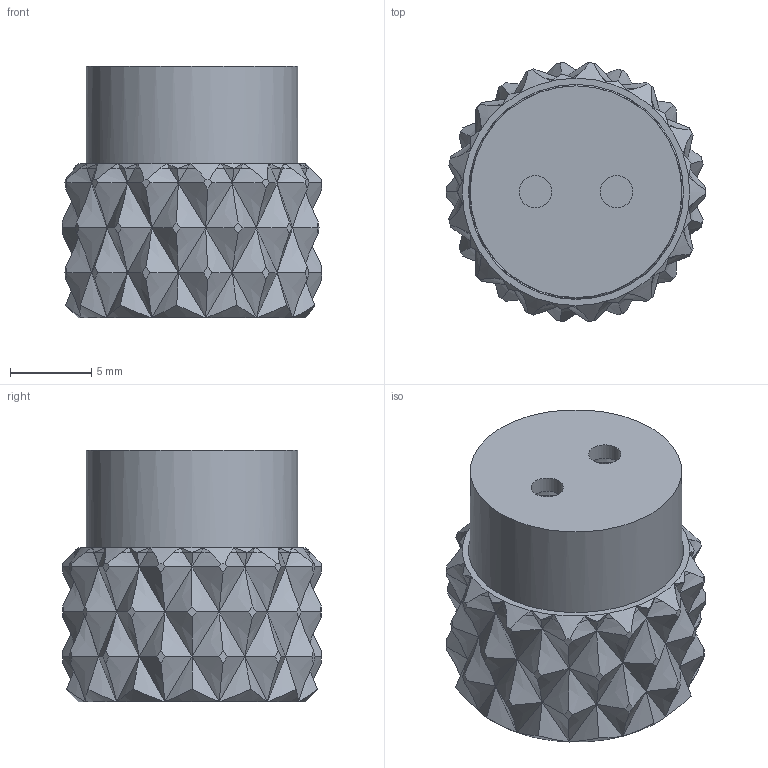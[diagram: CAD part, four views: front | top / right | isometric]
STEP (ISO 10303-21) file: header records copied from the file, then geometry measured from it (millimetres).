
FILE_DESCRIPTION(/* description */ (''),/* implementation_level */ '2;1');
FILE_NAME(/* name */ 'case_V2 v2.step',/* time_stamp */ '2018-02-13T14:54:44+01:00',/* author */ ('bohnanza'),/* organization */ (''),/* preprocessor_version */ 'ST-DEVELOPER v16.13',/* originating_system */ 'Autodesk Translation Framework v6.5.0.72',/* authorisation */ '');
FILE_SCHEMA (('AUTOMOTIVE_DESIGN { 1 0 10303 214 3 1 1 }'));
Length unit declared in the file: millimetre
Products named in the file (3): case_V2; Komponente1; Komponente2
Assembly tree (2 placements, depth 2):
  case_V2
    Komponente1
    Komponente2
Bounding box: 16 x 15.94 x 15.5 mm (x, y, z)
Volume: 1310 mm3; surface area: 2449.3 mm2
Topology: 2 solids, 2 shells, 373 faces, 817 edges, 451 vertices
Faces by surface type: bspline 276, cylinder 55, plane 22, cone 19, torus 1
Full cylindrical faces by diameter (mm): 2 x2, 3 x1, 10.44 x1, 11.445 x2, 11.645 x2, 13.032 x1, 13.232 x1
Entity records: 17502 total; most frequent: CARTESIAN_POINT 11591, ORIENTED_EDGE 1626, EDGE_CURVE 813, B_SPLINE_CURVE_WITH_KNOTS 695, VERTEX_POINT 449, DIRECTION 385, EDGE_LOOP 384, FACE_OUTER_BOUND 373
